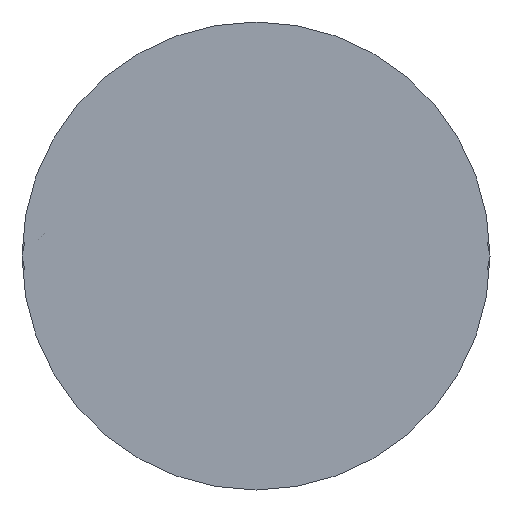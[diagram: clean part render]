
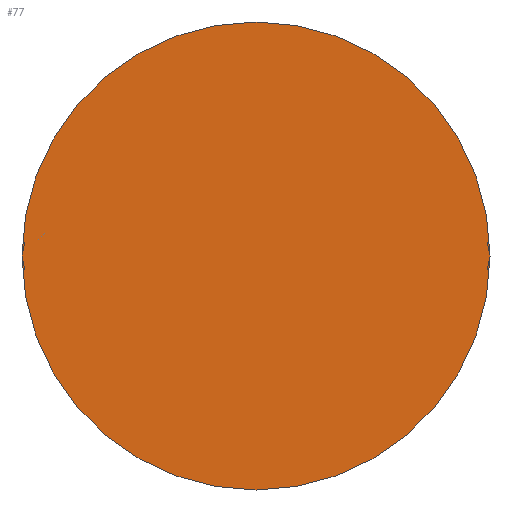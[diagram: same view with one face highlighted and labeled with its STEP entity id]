
A CAD part, front view. The second image highlights one B-rep face of the part: STEP entity #77.
In plain terms, the highlighted planar face has unit normal (0, -1, 0).
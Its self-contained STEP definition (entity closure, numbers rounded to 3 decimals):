
#1 = FACE_OUTER_BOUND ( 'NONE', #58, .T. ) ;
#9 = ORIENTED_EDGE ( 'NONE', *, *, #174, .F. ) ;
#14 = AXIS2_PLACEMENT_3D ( 'NONE', #82, #23, #120 ) ;
#23 = DIRECTION ( 'NONE',  ( 0., 1., 0. ) ) ;
#30 = VERTEX_POINT ( 'NONE', #95 ) ;
#42 = DIRECTION ( 'NONE',  ( 0., 1., 0. ) ) ;
#58 = EDGE_LOOP ( 'NONE', ( #9, #161 ) ) ;
#77 = ADVANCED_FACE ( 'NONE', ( #1 ), #166, .F. ) ;
#82 = CARTESIAN_POINT ( 'NONE',  ( 0., 0., 0. ) ) ;
#83 = DIRECTION ( 'NONE',  ( 0., 0., 1. ) ) ;
#95 = CARTESIAN_POINT ( 'NONE',  ( -2., 0., 0. ) ) ;
#115 = DIRECTION ( 'NONE',  ( 0., 0., 1. ) ) ;
#120 = DIRECTION ( 'NONE',  ( 0., 0., 1. ) ) ;
#130 = CARTESIAN_POINT ( 'NONE',  ( 0., 0., 0. ) ) ;
#131 = EDGE_CURVE ( 'NONE', #30, #179, #204, .T. ) ;
#149 = AXIS2_PLACEMENT_3D ( 'NONE', #157, #191, #83 ) ;
#157 = CARTESIAN_POINT ( 'NONE',  ( 0., 0., 0. ) ) ;
#161 = ORIENTED_EDGE ( 'NONE', *, *, #131, .F. ) ;
#166 = PLANE ( 'NONE',  #173 ) ;
#171 = CARTESIAN_POINT ( 'NONE',  ( 2., 0., 0. ) ) ;
#173 = AXIS2_PLACEMENT_3D ( 'NONE', #130, #42, #115 ) ;
#174 = EDGE_CURVE ( 'NONE', #179, #30, #219, .T. ) ;
#179 = VERTEX_POINT ( 'NONE', #171 ) ;
#191 = DIRECTION ( 'NONE',  ( 0., 1., 0. ) ) ;
#204 = CIRCLE ( 'NONE', #14, 2. ) ;
#219 = CIRCLE ( 'NONE', #149, 2. ) ;
